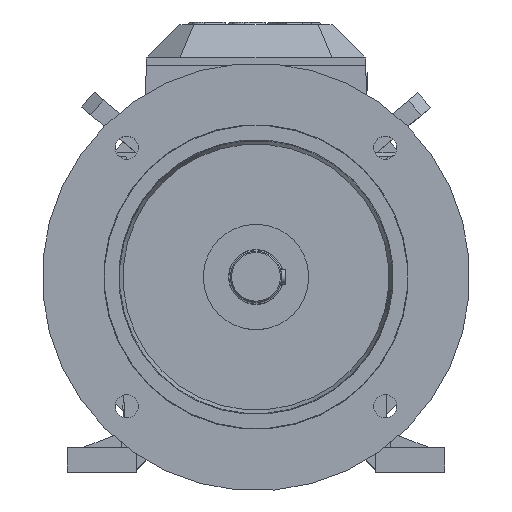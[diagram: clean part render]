
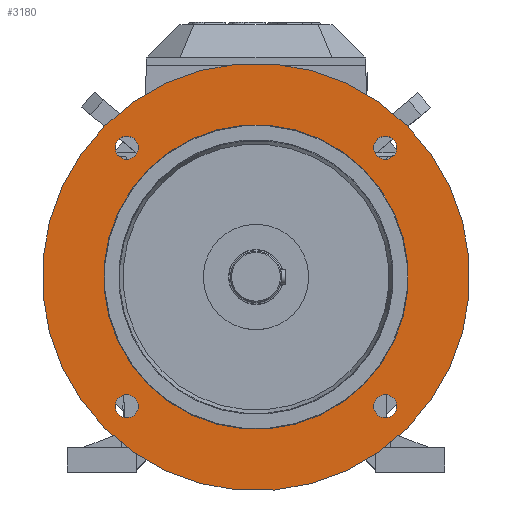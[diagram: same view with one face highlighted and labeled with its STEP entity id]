
A CAD part, top view. The second image highlights one B-rep face of the part: STEP entity #3180.
In plain terms, the highlighted planar face has unit normal (0, 0, 1).
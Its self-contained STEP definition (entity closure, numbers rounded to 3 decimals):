
#3042=CARTESIAN_POINT('',(88.388,88.388,79.));
#3043=VERTEX_POINT('',#3042);
#3044=CARTESIAN_POINT('',(0.,0.,79.));
#3045=DIRECTION('',(0.0,0.0,-1.0));
#3046=DIRECTION('',(0.191,0.982,0.0));
#3047=AXIS2_PLACEMENT_3D('',#3044,#3045,#3046);
#3048=CIRCLE('',#3047,125.);
#3049=EDGE_CURVE('',#3043,#3043,#3048,.T.);
#3073=CARTESIAN_POINT('',(115.566,106.066,79.));
#3074=VERTEX_POINT('',#3073);
#3075=CARTESIAN_POINT('',(106.066,106.066,79.));
#3076=DIRECTION('',(0.0,0.0,-1.));
#3077=DIRECTION('',(0.829,0.559,0.0));
#3078=AXIS2_PLACEMENT_3D('',#3075,#3076,#3077);
#3079=CIRCLE('',#3078,9.5);
#3080=EDGE_CURVE('',#3074,#3074,#3079,.T.);
#3090=CARTESIAN_POINT('',(-106.066,115.566,79.));
#3091=VERTEX_POINT('',#3090);
#3092=CARTESIAN_POINT('',(-106.066,106.066,79.));
#3093=DIRECTION('',(0.0,0.0,-1.0));
#3094=DIRECTION('',(-0.559,0.829,0.0));
#3095=AXIS2_PLACEMENT_3D('',#3092,#3093,#3094);
#3096=CIRCLE('',#3095,9.5);
#3097=EDGE_CURVE('',#3091,#3091,#3096,.T.);
#3118=CARTESIAN_POINT('',(-115.566,-106.066,79.));
#3119=VERTEX_POINT('',#3118);
#3120=CARTESIAN_POINT('',(-106.066,-106.066,79.));
#3121=DIRECTION('',(0.0,0.0,-1.0));
#3122=DIRECTION('',(-0.829,-0.559,0.0));
#3123=AXIS2_PLACEMENT_3D('',#3120,#3121,#3122);
#3124=CIRCLE('',#3123,9.5);
#3125=EDGE_CURVE('',#3119,#3119,#3124,.T.);
#3141=CARTESIAN_POINT('',(0.0,-193.076,79.));
#3142=DIRECTION('',(0.0,0.0,1.0));
#3143=DIRECTION('',(1.0,0.0,0.0));
#3144=AXIS2_PLACEMENT_3D('',#3141,#3142,#3143);
#3145=PLANE('',#3144);
#3146=CARTESIAN_POINT('',(124.114,124.114,79.));
#3147=VERTEX_POINT('',#3146);
#3148=CARTESIAN_POINT('',(0.,0.,79.));
#3149=DIRECTION('',(0.0,0.0,-1.));
#3150=DIRECTION('',(0.191,0.982,0.0));
#3151=AXIS2_PLACEMENT_3D('',#3148,#3149,#3150);
#3152=CIRCLE('',#3151,175.524);
#3153=EDGE_CURVE('',#3147,#3147,#3152,.T.);
#3154=ORIENTED_EDGE('',*,*,#3153,.F.);
#3155=EDGE_LOOP('',(#3154));
#3156=FACE_OUTER_BOUND('',#3155,.T.);
#3157=CARTESIAN_POINT('',(106.066,-115.566,79.));
#3158=VERTEX_POINT('',#3157);
#3159=CARTESIAN_POINT('',(106.066,-106.066,79.));
#3160=DIRECTION('',(0.0,0.0,-1.0));
#3161=DIRECTION('',(0.559,-0.829,0.0));
#3162=AXIS2_PLACEMENT_3D('',#3159,#3160,#3161);
#3163=CIRCLE('',#3162,9.5);
#3164=EDGE_CURVE('',#3158,#3158,#3163,.T.);
#3165=ORIENTED_EDGE('',*,*,#3164,.T.);
#3166=EDGE_LOOP('',(#3165));
#3167=FACE_BOUND('',#3166,.T.);
#3168=ORIENTED_EDGE('',*,*,#3125,.T.);
#3169=EDGE_LOOP('',(#3168));
#3170=FACE_BOUND('',#3169,.T.);
#3171=ORIENTED_EDGE('',*,*,#3097,.T.);
#3172=EDGE_LOOP('',(#3171));
#3173=FACE_BOUND('',#3172,.T.);
#3174=ORIENTED_EDGE('',*,*,#3080,.T.);
#3175=EDGE_LOOP('',(#3174));
#3176=FACE_BOUND('',#3175,.T.);
#3177=ORIENTED_EDGE('',*,*,#3049,.T.);
#3178=EDGE_LOOP('',(#3177));
#3179=FACE_BOUND('',#3178,.T.);
#3180=ADVANCED_FACE('',(#3156,#3167,#3170,#3173,#3176,#3179),#3145,.T.);
